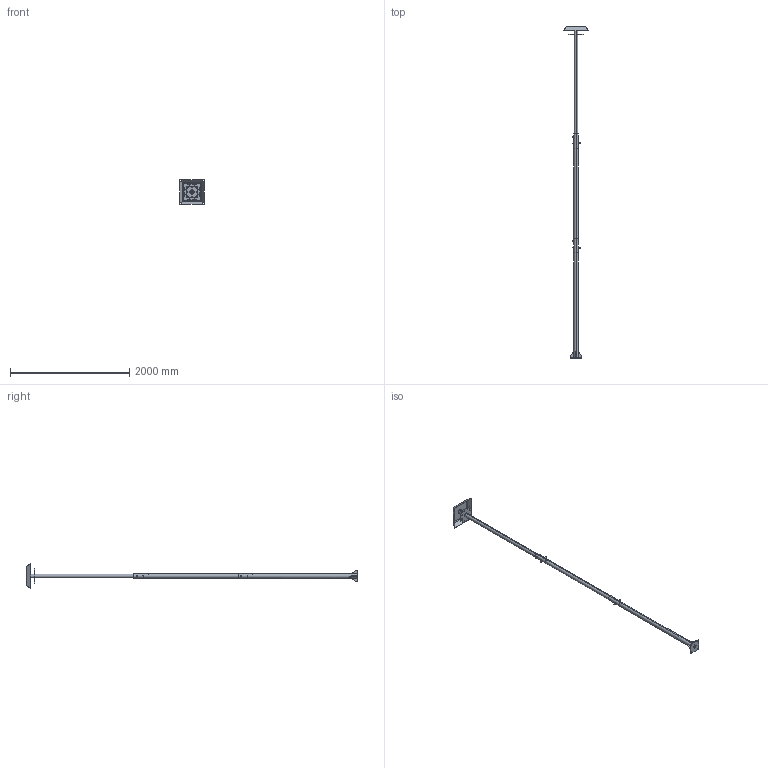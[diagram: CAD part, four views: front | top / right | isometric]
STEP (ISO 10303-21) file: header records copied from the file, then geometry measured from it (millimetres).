
FILE_DESCRIPTION (( 'STEP AP203' ), '1' );
FILE_NAME ('Nosac kamere.STEP', '2024-01-10T09:34:22', ( '' ), ( '' ), 'SwSTEP 2.0', 'SolidWorks 2018', '' );
FILE_SCHEMA (( 'CONFIG_CONTROL_DESIGN' ));
Length unit declared in the file: millimetre
Products named in the file (1): Nosac kamere
Bounding box: 412.38 x 5577 x 412.38 mm (x, y, z)
Volume: 4708545.8 mm3; surface area: 3300560.3 mm2
Topology: 17 solids, 17 shells, 270 faces, 658 edges, 424 vertices
Faces by surface type: plane 130, cylinder 120, bspline 16, torus 4
Entity records: 11543 total; most frequent: CARTESIAN_POINT 5161, ORIENTED_EDGE 1316, DIRECTION 1212, EDGE_CURVE 658, VERTEX_POINT 424, AXIS2_PLACEMENT_3D 407, LINE 398, VECTOR 398
